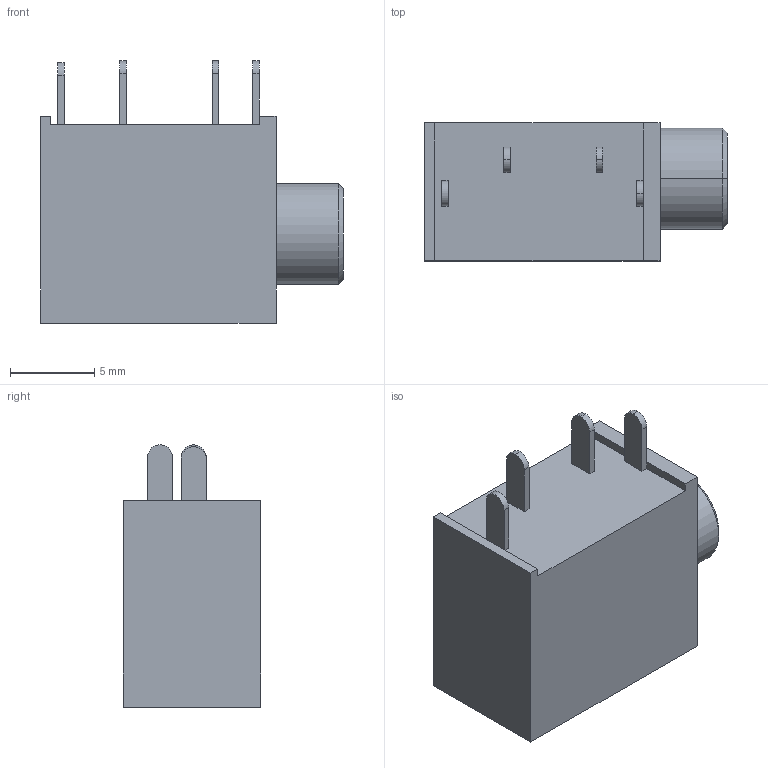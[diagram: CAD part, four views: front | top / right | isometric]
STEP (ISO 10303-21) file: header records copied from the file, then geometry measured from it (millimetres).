
FILE_DESCRIPTION(('STEP AP242'),'1');
FILE_NAME('sj1-3534n.stp','2021-01-26T20:47:57',('TraceParts'),('TraceParts S.A.'),'Spatial InterOp 3D',' ',' ');
FILE_SCHEMA(('AP242_MANAGED_MODEL_BASED_3D_ENGINEERING_MIM_LF {1 0 10303 442 1 1 4}'));
Length unit declared in the file: millimetre
Products named in the file (1): sj1-3534n
Bounding box: 18 x 8.2 x 15.6 mm (x, y, z)
Volume: 1441.4 mm3; surface area: 941.6 mm2
Topology: 1 solids, 1 shells, 42 faces, 101 edges, 66 vertices
Faces by surface type: plane 29, cylinder 11, cone 2
Entity records: 1578 total; most frequent: DIRECTION 211, CARTESIAN_POINT 210, ORIENTED_EDGE 202, EDGE_CURVE 101, LINE 77, VECTOR 77, AXIS2_PLACEMENT_3D 67, VERTEX_POINT 66
